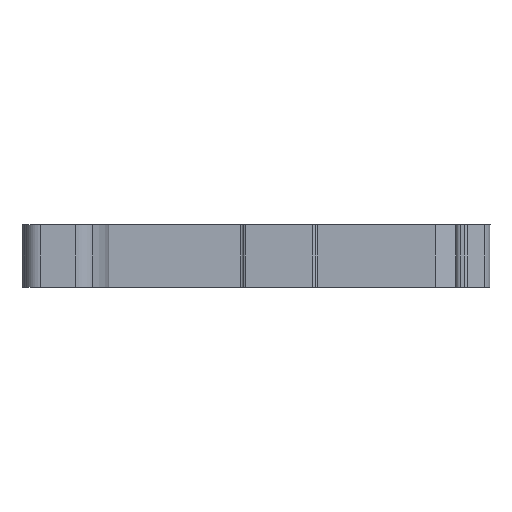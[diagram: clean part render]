
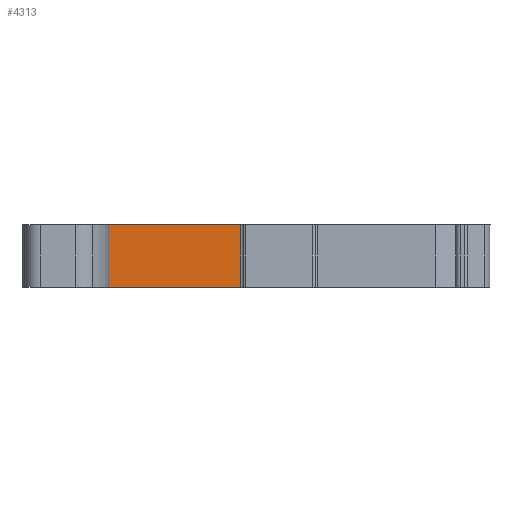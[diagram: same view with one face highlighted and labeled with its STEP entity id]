
A CAD part, front view. The second image highlights one B-rep face of the part: STEP entity #4313.
In plain terms, the highlighted planar face has unit normal (0, -1, 0).
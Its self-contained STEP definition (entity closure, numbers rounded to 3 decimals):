
#63=LINE('',#5493,#439);
#136=LINE('',#5719,#512);
#384=LINE('',#6300,#760);
#385=LINE('',#6302,#761);
#439=VECTOR('',#4611,1000.);
#512=VECTOR('',#4766,1000.);
#760=VECTOR('',#5344,1000.);
#761=VECTOR('',#5345,1000.);
#1481=ORIENTED_EDGE('',*,*,#1865,.F.);
#1482=ORIENTED_EDGE('',*,*,#2153,.T.);
#1483=ORIENTED_EDGE('',*,*,#2154,.T.);
#1484=ORIENTED_EDGE('',*,*,#1752,.T.);
#1752=EDGE_CURVE('',#2221,#2220,#63,.T.);
#1865=EDGE_CURVE('',#2332,#2220,#136,.T.);
#2153=EDGE_CURVE('',#2332,#2501,#384,.T.);
#2154=EDGE_CURVE('',#2501,#2221,#385,.T.);
#2220=VERTEX_POINT('',#5492);
#2221=VERTEX_POINT('',#5494);
#2332=VERTEX_POINT('',#5718);
#2501=VERTEX_POINT('',#6301);
#2749=EDGE_LOOP('',(#1481,#1482,#1483,#1484));
#2911=FACE_BOUND('',#2749,.T.);
#3041=PLANE('',#4559);
#4313=ADVANCED_FACE('',(#2911),#3041,.T.);
#4559=AXIS2_PLACEMENT_3D('',#6299,#5342,#5343);
#4611=DIRECTION('',(-1.,0.,0.));
#4766=DIRECTION('',(0.,0.,1.));
#5342=DIRECTION('',(0.,-1.,0.));
#5343=DIRECTION('',(0.,0.,-1.));
#5344=DIRECTION('',(1.,0.,0.));
#5345=DIRECTION('',(0.,0.,1.));
#5492=CARTESIAN_POINT('',(-17.011,1.462,6.));
#5493=CARTESIAN_POINT('',(14.732,1.462,6.));
#5494=CARTESIAN_POINT('',(-3.81,1.462,6.));
#5718=CARTESIAN_POINT('',(-17.011,1.462,0.));
#5719=CARTESIAN_POINT('',(-17.011,1.462,0.));
#6299=CARTESIAN_POINT('',(-15.763,1.462,61.201));
#6300=CARTESIAN_POINT('',(-15.763,1.462,0.));
#6301=CARTESIAN_POINT('',(-3.81,1.462,0.));
#6302=CARTESIAN_POINT('',(-3.81,1.462,4.15));
